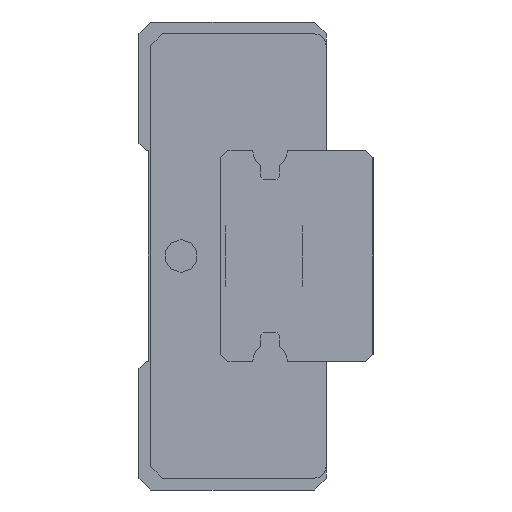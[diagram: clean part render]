
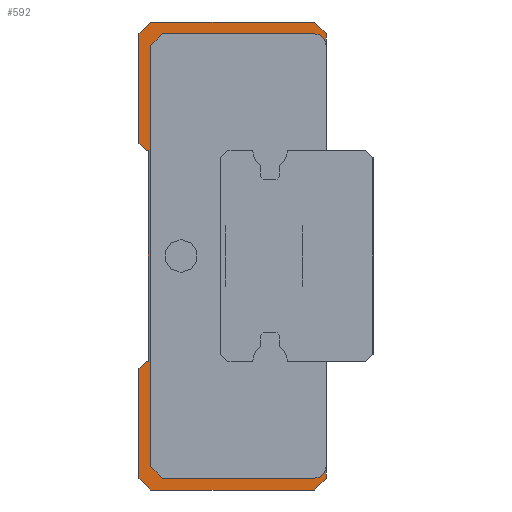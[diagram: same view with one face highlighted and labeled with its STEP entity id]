
A CAD part, left-side view. The second image highlights one B-rep face of the part: STEP entity #592.
In plain terms, the highlighted planar face has unit normal (-1, 0, 0).
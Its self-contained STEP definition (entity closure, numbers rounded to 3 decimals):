
#592 = ADVANCED_FACE( '', ( #1813 ), #1814, .F. );
#1813 = FACE_OUTER_BOUND( '', #3042, .T. );
#1814 = PLANE( '', #3043 );
#3042 = EDGE_LOOP( '', ( #5357, #5358, #5359, #5360, #5361, #5362, #5363, #5364, #5365, #5366, #5367, #5368, #5369, #5370, #5371, #5372, #5373, #5374, #5375, #5376, #5377, #5378 ) );
#3043 = AXIS2_PLACEMENT_3D( '', #5379, #5380, #5381 );
#5357 = ORIENTED_EDGE( '', *, *, #5998, .F. );
#5358 = ORIENTED_EDGE( '', *, *, #6001, .F. );
#5359 = ORIENTED_EDGE( '', *, *, #6043, .F. );
#5360 = ORIENTED_EDGE( '', *, *, #6037, .F. );
#5361 = ORIENTED_EDGE( '', *, *, #6041, .F. );
#5362 = ORIENTED_EDGE( '', *, *, #5905, .F. );
#5363 = ORIENTED_EDGE( '', *, *, #5908, .F. );
#5364 = ORIENTED_EDGE( '', *, *, #5911, .F. );
#5365 = ORIENTED_EDGE( '', *, *, #5914, .F. );
#5366 = ORIENTED_EDGE( '', *, *, #5918, .F. );
#5367 = ORIENTED_EDGE( '', *, *, #6022, .T. );
#5368 = ORIENTED_EDGE( '', *, *, #6026, .T. );
#5369 = ORIENTED_EDGE( '', *, *, #6048, .T. );
#5370 = ORIENTED_EDGE( '', *, *, #6049, .T. );
#5371 = ORIENTED_EDGE( '', *, *, #6035, .T. );
#5372 = ORIENTED_EDGE( '', *, *, #6027, .T. );
#5373 = ORIENTED_EDGE( '', *, *, #6023, .T. );
#5374 = ORIENTED_EDGE( '', *, *, #5987, .F. );
#5375 = ORIENTED_EDGE( '', *, *, #5994, .F. );
#5376 = ORIENTED_EDGE( '', *, *, #5997, .F. );
#5377 = ORIENTED_EDGE( '', *, *, #6050, .F. );
#5378 = ORIENTED_EDGE( '', *, *, #5897, .F. );
#5379 = CARTESIAN_POINT( '', ( 5., 0., 0. ) );
#5380 = DIRECTION( '', ( 1., 0., 0. ) );
#5381 = DIRECTION( '', ( 0., 0., -1. ) );
#5897 = EDGE_CURVE( '', #6917, #6919, #6920, .T. );
#5905 = EDGE_CURVE( '', #6933, #6929, #6935, .T. );
#5908 = EDGE_CURVE( '', #6938, #6933, #6940, .T. );
#5911 = EDGE_CURVE( '', #6943, #6938, #6945, .T. );
#5914 = EDGE_CURVE( '', #6948, #6943, #6950, .T. );
#5918 = EDGE_CURVE( '', #6956, #6948, #6958, .T. );
#5987 = EDGE_CURVE( '', #7072, #7074, #7075, .T. );
#5994 = EDGE_CURVE( '', #7084, #7072, #7086, .T. );
#5997 = EDGE_CURVE( '', #7089, #7084, #7091, .T. );
#5998 = EDGE_CURVE( '', #7092, #6917, #7093, .T. );
#6001 = EDGE_CURVE( '', #7097, #7092, #7098, .T. );
#6022 = EDGE_CURVE( '', #6956, #7135, #7137, .T. );
#6023 = EDGE_CURVE( '', #7138, #7074, #7139, .T. );
#6026 = EDGE_CURVE( '', #7135, #7141, #7143, .T. );
#6027 = EDGE_CURVE( '', #7144, #7138, #7145, .T. );
#6035 = EDGE_CURVE( '', #7157, #7144, #7158, .T. );
#6037 = EDGE_CURVE( '', #7160, #7161, #7162, .T. );
#6041 = EDGE_CURVE( '', #6929, #7160, #7168, .T. );
#6043 = EDGE_CURVE( '', #7161, #7097, #7170, .T. );
#6048 = EDGE_CURVE( '', #7141, #7176, #7177, .T. );
#6049 = EDGE_CURVE( '', #7176, #7157, #7178, .T. );
#6050 = EDGE_CURVE( '', #6919, #7089, #7179, .T. );
#6917 = VERTEX_POINT( '', #8109 );
#6919 = VERTEX_POINT( '', #8112 );
#6920 = LINE( '', #8113, #8114 );
#6929 = VERTEX_POINT( '', #8125 );
#6933 = VERTEX_POINT( '', #8131 );
#6935 = LINE( '', #8134, #8135 );
#6938 = VERTEX_POINT( '', #8139 );
#6940 = LINE( '', #8142, #8143 );
#6943 = VERTEX_POINT( '', #8147 );
#6945 = LINE( '', #8150, #8151 );
#6948 = VERTEX_POINT( '', #8155 );
#6950 = LINE( '', #8158, #8159 );
#6956 = VERTEX_POINT( '', #8167 );
#6958 = LINE( '', #8170, #8171 );
#7072 = VERTEX_POINT( '', #8336 );
#7074 = VERTEX_POINT( '', #8339 );
#7075 = LINE( '', #8340, #8341 );
#7084 = VERTEX_POINT( '', #8355 );
#7086 = LINE( '', #8358, #8359 );
#7089 = VERTEX_POINT( '', #8363 );
#7091 = LINE( '', #8366, #8367 );
#7092 = VERTEX_POINT( '', #8368 );
#7093 = LINE( '', #8369, #8370 );
#7097 = VERTEX_POINT( '', #8376 );
#7098 = LINE( '', #8377, #8378 );
#7135 = VERTEX_POINT( '', #8422 );
#7137 = CIRCLE( '', #8425, 0.5 );
#7138 = VERTEX_POINT( '', #8426 );
#7139 = CIRCLE( '', #8427, 0.5 );
#7141 = VERTEX_POINT( '', #8430 );
#7143 = LINE( '', #8433, #8434 );
#7144 = VERTEX_POINT( '', #8435 );
#7145 = LINE( '', #8436, #8437 );
#7157 = VERTEX_POINT( '', #8454 );
#7158 = LINE( '', #8455, #8456 );
#7160 = VERTEX_POINT( '', #8459 );
#7161 = VERTEX_POINT( '', #8460 );
#7162 = LINE( '', #8461, #8462 );
#7168 = LINE( '', #8471, #8472 );
#7170 = LINE( '', #8475, #8476 );
#7176 = VERTEX_POINT( '', #8484 );
#7177 = LINE( '', #8485, #8486 );
#7178 = LINE( '', #8487, #8488 );
#7179 = LINE( '', #8489, #8490 );
#8109 = CARTESIAN_POINT( '', ( 5., 8., 4.8 ) );
#8112 = CARTESIAN_POINT( '', ( 5., 8., 9.5 ) );
#8113 = CARTESIAN_POINT( '', ( 5., 8., -10. ) );
#8114 = VECTOR( '', #9713, 1000. );
#8125 = CARTESIAN_POINT( '', ( 5., 8., -4.8 ) );
#8131 = CARTESIAN_POINT( '', ( 5., 8., -9.5 ) );
#8134 = CARTESIAN_POINT( '', ( 5., 8., -10. ) );
#8135 = VECTOR( '', #9725, 1000. );
#8139 = CARTESIAN_POINT( '', ( 5., 7.5, -10. ) );
#8142 = CARTESIAN_POINT( '', ( 5., 7.5, -10. ) );
#8143 = VECTOR( '', #9728, 1000. );
#8147 = CARTESIAN_POINT( '', ( 5., 0.5, -10. ) );
#8150 = CARTESIAN_POINT( '', ( 5., -1., -10. ) );
#8151 = VECTOR( '', #9731, 1000. );
#8155 = CARTESIAN_POINT( '', ( 5., 0., -9.5 ) );
#8158 = CARTESIAN_POINT( '', ( 5., 0., -9.5 ) );
#8159 = VECTOR( '', #9734, 1000. );
#8167 = CARTESIAN_POINT( '', ( 5., 0., -9. ) );
#8170 = CARTESIAN_POINT( '', ( 5., 0., -4.5 ) );
#8171 = VECTOR( '', #9738, 1000. );
#8336 = CARTESIAN_POINT( '', ( 5., 0., 9.5 ) );
#8339 = CARTESIAN_POINT( '', ( 5., 0., 9. ) );
#8340 = CARTESIAN_POINT( '', ( 5., 0., 9.5 ) );
#8341 = VECTOR( '', #9839, 1000. );
#8355 = CARTESIAN_POINT( '', ( 5., 0.5, 10. ) );
#8358 = CARTESIAN_POINT( '', ( 5., 0.5, 10. ) );
#8359 = VECTOR( '', #9846, 1000. );
#8363 = CARTESIAN_POINT( '', ( 5., 7.5, 10. ) );
#8366 = CARTESIAN_POINT( '', ( 5., 8., 10. ) );
#8367 = VECTOR( '', #9849, 1000. );
#8368 = CARTESIAN_POINT( '', ( 5., 7.7, 4.5 ) );
#8369 = CARTESIAN_POINT( '', ( 5., 1.6, -1.6 ) );
#8370 = VECTOR( '', #9850, 1000. );
#8376 = CARTESIAN_POINT( '', ( 5., 7.6, 4.5 ) );
#8377 = CARTESIAN_POINT( '', ( 5., 0., 4.5 ) );
#8378 = VECTOR( '', #9853, 1000. );
#8422 = CARTESIAN_POINT( '', ( 5., 0.5, -9.5 ) );
#8425 = AXIS2_PLACEMENT_3D( '', #9898, #9899, #9900 );
#8426 = CARTESIAN_POINT( '', ( 5., 0.5, 9.5 ) );
#8427 = AXIS2_PLACEMENT_3D( '', #9901, #9902, #9903 );
#8430 = CARTESIAN_POINT( '', ( 5., 7., -9.5 ) );
#8433 = CARTESIAN_POINT( '', ( 5., 0.5, -9.5 ) );
#8434 = VECTOR( '', #9906, 1000. );
#8435 = CARTESIAN_POINT( '', ( 5., 7., 9.5 ) );
#8436 = CARTESIAN_POINT( '', ( 5., 7., 9.5 ) );
#8437 = VECTOR( '', #9907, 1000. );
#8454 = CARTESIAN_POINT( '', ( 5., 7.5, 9. ) );
#8455 = CARTESIAN_POINT( '', ( 5., 7.5, 9. ) );
#8456 = VECTOR( '', #9919, 1000. );
#8459 = CARTESIAN_POINT( '', ( 5., 7.7, -4.5 ) );
#8460 = CARTESIAN_POINT( '', ( 5., 7.6, -4.5 ) );
#8461 = CARTESIAN_POINT( '', ( 5., 0., -4.5 ) );
#8462 = VECTOR( '', #9921, 1000. );
#8471 = CARTESIAN_POINT( '', ( 5., 1.6, 1.6 ) );
#8472 = VECTOR( '', #9925, 1000. );
#8475 = CARTESIAN_POINT( '', ( 5., 7.6, 0. ) );
#8476 = VECTOR( '', #9927, 1000. );
#8484 = CARTESIAN_POINT( '', ( 5., 7.5, -9. ) );
#8485 = CARTESIAN_POINT( '', ( 5., 7., -9.5 ) );
#8486 = VECTOR( '', #9936, 1000. );
#8487 = CARTESIAN_POINT( '', ( 5., 7.5, -9. ) );
#8488 = VECTOR( '', #9937, 1000. );
#8489 = CARTESIAN_POINT( '', ( 5., 8., 9.5 ) );
#8490 = VECTOR( '', #9938, 1000. );
#9713 = DIRECTION( '', ( 0., 0., 1. ) );
#9725 = DIRECTION( '', ( 0., 0., 1. ) );
#9728 = DIRECTION( '', ( 0., 0.707, 0.707 ) );
#9731 = DIRECTION( '', ( 0., 1., 0. ) );
#9734 = DIRECTION( '', ( 0., 0.707, -0.707 ) );
#9738 = DIRECTION( '', ( 0., 0., -1. ) );
#9839 = DIRECTION( '', ( 0., 0., -1. ) );
#9846 = DIRECTION( '', ( 0., -0.707, -0.707 ) );
#9849 = DIRECTION( '', ( 0., -1., 0. ) );
#9850 = DIRECTION( '', ( 0., 0.707, 0.707 ) );
#9853 = DIRECTION( '', ( 0., 1., 0. ) );
#9898 = CARTESIAN_POINT( '', ( 5., 0.5, -9. ) );
#9899 = DIRECTION( '', ( 1., 0., 0. ) );
#9900 = DIRECTION( '', ( 0., 0., -1. ) );
#9901 = CARTESIAN_POINT( '', ( 5., 0.5, 9. ) );
#9902 = DIRECTION( '', ( 1., 0., 0. ) );
#9903 = DIRECTION( '', ( 0., 0., -1. ) );
#9906 = DIRECTION( '', ( 0., 1., 0. ) );
#9907 = DIRECTION( '', ( 0., -1., 0. ) );
#9919 = DIRECTION( '', ( 0., -0.707, 0.707 ) );
#9921 = DIRECTION( '', ( 0., -1., 0. ) );
#9925 = DIRECTION( '', ( 0., -0.707, 0.707 ) );
#9927 = DIRECTION( '', ( 0., 0., 1. ) );
#9936 = DIRECTION( '', ( 0., 0.707, 0.707 ) );
#9937 = DIRECTION( '', ( 0., 0., 1. ) );
#9938 = DIRECTION( '', ( 0., -0.707, 0.707 ) );
